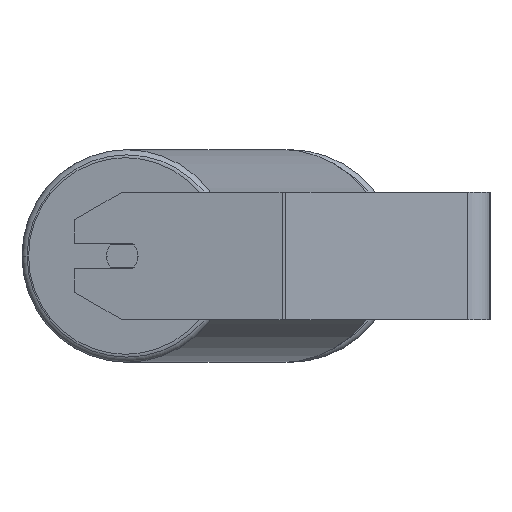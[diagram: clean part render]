
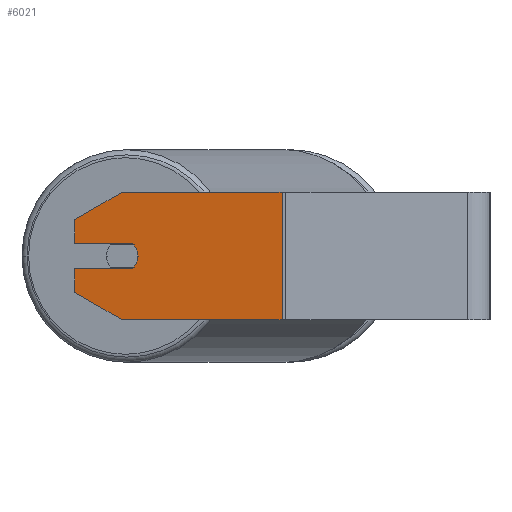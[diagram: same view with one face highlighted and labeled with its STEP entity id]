
A CAD part, left-side view. The second image highlights one B-rep face of the part: STEP entity #6021.
In plain terms, the highlighted planar face has unit normal (-0.985, 0.174, 0).
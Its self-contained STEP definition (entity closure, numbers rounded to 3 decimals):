
#23 = VERTEX_POINT ( 'NONE', #651 ) ;
#78 = CARTESIAN_POINT ( 'NONE',  ( -886.931, 259.768, 40. ) ) ;
#362 = EDGE_CURVE ( 'NONE', #1119, #5678, #5992, .T. ) ;
#651 = CARTESIAN_POINT ( 'NONE',  ( -909.787, 130.14, -40. ) ) ;
#684 = CARTESIAN_POINT ( 'NONE',  ( -892.14, 230.223, -40. ) ) ;
#763 = DIRECTION ( 'NONE',  ( -0.174, -0.985, 0. ) ) ;
#840 = ORIENTED_EDGE ( 'NONE', *, *, #4513, .T. ) ;
#878 = DIRECTION ( 'NONE',  ( 0.985, -0.174, 0. ) ) ;
#985 = VECTOR ( 'NONE', #7480, 1000. ) ;
#986 = VECTOR ( 'NONE', #1053, 1000. ) ;
#1053 = DIRECTION ( 'NONE',  ( -0.174, -0.985, 0. ) ) ;
#1119 = VERTEX_POINT ( 'NONE', #1279 ) ;
#1192 = EDGE_CURVE ( 'NONE', #6674, #23, #6716, .T. ) ;
#1279 = CARTESIAN_POINT ( 'NONE',  ( -886.931, 259.768, -22.679 ) ) ;
#1370 = CARTESIAN_POINT ( 'NONE',  ( -886.931, 259.768, 40. ) ) ;
#1492 = CARTESIAN_POINT ( 'NONE',  ( -886.931, 259.768, 40. ) ) ;
#1559 = DIRECTION ( 'NONE',  ( -0.985, 0.174, 0. ) ) ;
#1829 = LINE ( 'NONE', #5852, #3667 ) ;
#1954 = ORIENTED_EDGE ( 'NONE', *, *, #3835, .F. ) ;
#1964 = AXIS2_PLACEMENT_3D ( 'NONE', #1492, #878, #2945 ) ;
#2003 = VERTEX_POINT ( 'NONE', #7554 ) ;
#2026 = CARTESIAN_POINT ( 'NONE',  ( -886.931, 259.768, -8. ) ) ;
#2160 = CARTESIAN_POINT ( 'NONE',  ( -892.14, 230.223, 0. ) ) ;
#2239 = ORIENTED_EDGE ( 'NONE', *, *, #4261, .F. ) ;
#2264 = CARTESIAN_POINT ( 'NONE',  ( -892.14, 230.223, 0. ) ) ;
#2309 = CARTESIAN_POINT ( 'NONE',  ( -893.182, 224.314, 8. ) ) ;
#2730 = DIRECTION ( 'NONE',  ( -0.174, -0.985, 0. ) ) ;
#2731 = CARTESIAN_POINT ( 'NONE',  ( -886.931, 259.768, 8. ) ) ;
#2945 = DIRECTION ( 'NONE',  ( 0.174, 0.985, 0. ) ) ;
#2976 = CARTESIAN_POINT ( 'NONE',  ( -893.182, 224.314, -8. ) ) ;
#3002 = CARTESIAN_POINT ( 'NONE',  ( -909.787, 130.14, 40. ) ) ;
#3102 = VERTEX_POINT ( 'NONE', #2026 ) ;
#3216 = VECTOR ( 'NONE', #6647, 1000. ) ;
#3318 = ORIENTED_EDGE ( 'NONE', *, *, #7369, .T. ) ;
#3419 = DIRECTION ( 'NONE',  ( -0.15, -0.853, -0.5 ) ) ;
#3661 = VECTOR ( 'NONE', #4589, 1000. ) ;
#3667 = VECTOR ( 'NONE', #8545, 1000. ) ;
#3696 = DIRECTION ( 'NONE',  ( -0.985, 0.174, 0. ) ) ;
#3835 = EDGE_CURVE ( 'NONE', #3102, #8438, #4929, .T. ) ;
#4140 = CARTESIAN_POINT ( 'NONE',  ( -909.787, 130.14, 40. ) ) ;
#4261 = EDGE_CURVE ( 'NONE', #8438, #2003, #4762, .T. ) ;
#4291 = CARTESIAN_POINT ( 'NONE',  ( -892.14, 230.223, -40. ) ) ;
#4513 = EDGE_CURVE ( 'NONE', #5755, #8169, #5355, .T. ) ;
#4561 = CARTESIAN_POINT ( 'NONE',  ( -886.931, 259.768, 22.679 ) ) ;
#4589 = DIRECTION ( 'NONE',  ( 0.15, 0.853, -0.5 ) ) ;
#4705 = EDGE_CURVE ( 'NONE', #2003, #5824, #7597, .T. ) ;
#4762 = CIRCLE ( 'NONE', #6474, 10. ) ;
#4766 = AXIS2_PLACEMENT_3D ( 'NONE', #2160, #3696, #2730 ) ;
#4929 = LINE ( 'NONE', #2976, #6884 ) ;
#4995 = ORIENTED_EDGE ( 'NONE', *, *, #8170, .T. ) ;
#5069 = VECTOR ( 'NONE', #6965, 1000. ) ;
#5174 = CARTESIAN_POINT ( 'NONE',  ( -893.182, 224.314, -8. ) ) ;
#5259 = LINE ( 'NONE', #8743, #3661 ) ;
#5337 = EDGE_CURVE ( 'NONE', #5824, #8169, #5682, .T. ) ;
#5355 = LINE ( 'NONE', #1370, #3216 ) ;
#5396 = ORIENTED_EDGE ( 'NONE', *, *, #8017, .T. ) ;
#5436 = LINE ( 'NONE', #78, #985 ) ;
#5523 = PLANE ( 'NONE',  #1964 ) ;
#5525 = ORIENTED_EDGE ( 'NONE', *, *, #4705, .F. ) ;
#5582 = VECTOR ( 'NONE', #3419, 1000. ) ;
#5617 = EDGE_LOOP ( 'NONE', ( #2239, #1954, #4995, #6494, #5396, #6550, #8106, #3318, #840, #7183, #5525 ) ) ;
#5678 = VERTEX_POINT ( 'NONE', #4291 ) ;
#5682 = LINE ( 'NONE', #2309, #5069 ) ;
#5755 = VERTEX_POINT ( 'NONE', #4561 ) ;
#5824 = VERTEX_POINT ( 'NONE', #6515 ) ;
#5838 = CARTESIAN_POINT ( 'NONE',  ( -886.931, 259.768, 40. ) ) ;
#5852 = CARTESIAN_POINT ( 'NONE',  ( -886.931, 259.768, -40. ) ) ;
#5992 = LINE ( 'NONE', #684, #5582 ) ;
#6021 = ADVANCED_FACE ( 'NONE', ( #7556 ), #5523, .F. ) ;
#6146 = EDGE_CURVE ( 'NONE', #6615, #6674, #7079, .T. ) ;
#6474 = AXIS2_PLACEMENT_3D ( 'NONE', #2264, #1559, #8192 ) ;
#6494 = ORIENTED_EDGE ( 'NONE', *, *, #362, .T. ) ;
#6515 = CARTESIAN_POINT ( 'NONE',  ( -893.182, 224.314, 8. ) ) ;
#6550 = ORIENTED_EDGE ( 'NONE', *, *, #1192, .F. ) ;
#6586 = VECTOR ( 'NONE', #8126, 1000. ) ;
#6615 = VERTEX_POINT ( 'NONE', #8677 ) ;
#6647 = DIRECTION ( 'NONE',  ( 0., 0., -1. ) ) ;
#6674 = VERTEX_POINT ( 'NONE', #3002 ) ;
#6716 = LINE ( 'NONE', #4140, #6586 ) ;
#6884 = VECTOR ( 'NONE', #763, 1000. ) ;
#6965 = DIRECTION ( 'NONE',  ( 0.174, 0.985, 0. ) ) ;
#7079 = LINE ( 'NONE', #5838, #986 ) ;
#7183 = ORIENTED_EDGE ( 'NONE', *, *, #5337, .F. ) ;
#7369 = EDGE_CURVE ( 'NONE', #6615, #5755, #5259, .T. ) ;
#7480 = DIRECTION ( 'NONE',  ( 0., 0., -1. ) ) ;
#7554 = CARTESIAN_POINT ( 'NONE',  ( -893.876, 220.375, 0. ) ) ;
#7556 = FACE_OUTER_BOUND ( 'NONE', #5617, .T. ) ;
#7597 = CIRCLE ( 'NONE', #4766, 10. ) ;
#8017 = EDGE_CURVE ( 'NONE', #5678, #23, #1829, .T. ) ;
#8106 = ORIENTED_EDGE ( 'NONE', *, *, #6146, .F. ) ;
#8126 = DIRECTION ( 'NONE',  ( 0., 0., -1. ) ) ;
#8169 = VERTEX_POINT ( 'NONE', #2731 ) ;
#8170 = EDGE_CURVE ( 'NONE', #3102, #1119, #5436, .T. ) ;
#8192 = DIRECTION ( 'NONE',  ( -0.174, -0.985, 0. ) ) ;
#8438 = VERTEX_POINT ( 'NONE', #5174 ) ;
#8545 = DIRECTION ( 'NONE',  ( -0.174, -0.985, 0. ) ) ;
#8677 = CARTESIAN_POINT ( 'NONE',  ( -892.14, 230.223, 40. ) ) ;
#8743 = CARTESIAN_POINT ( 'NONE',  ( -886.931, 259.768, 22.679 ) ) ;
